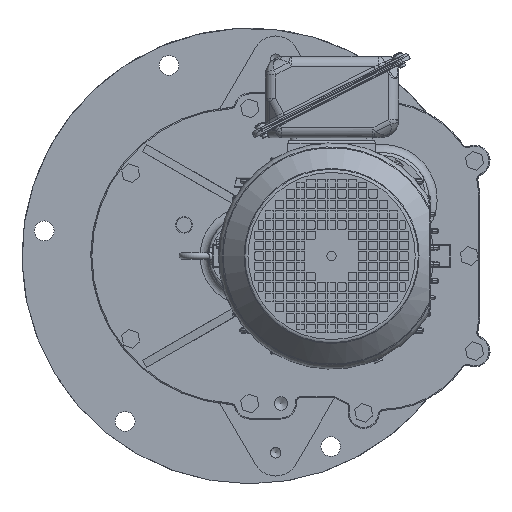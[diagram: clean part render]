
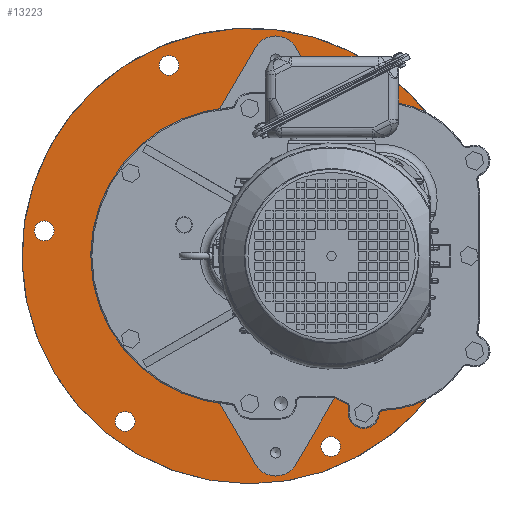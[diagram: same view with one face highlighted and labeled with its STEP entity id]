
A CAD part, left-side view. The second image highlights one B-rep face of the part: STEP entity #13223.
In plain terms, the highlighted planar face has unit normal (-1, 0, 0).
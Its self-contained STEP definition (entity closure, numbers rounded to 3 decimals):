
#834 = AXIS2_PLACEMENT_3D ( 'NONE', #125352, #71105, #49912 ) ;
#2518 = AXIS2_PLACEMENT_3D ( 'NONE', #13320, #79578, #2705 ) ;
#2705 = DIRECTION ( 'NONE',  ( 0., 0., 1. ) ) ;
#2972 = VERTEX_POINT ( 'NONE', #40482 ) ;
#3022 = CIRCLE ( 'NONE', #834, 9.5 ) ;
#3516 = ORIENTED_EDGE ( 'NONE', *, *, #130816, .F. ) ;
#4877 = CARTESIAN_POINT ( 'NONE',  ( -24., -127.93, 54.869 ) ) ;
#6036 = EDGE_LOOP ( 'NONE', ( #69851 ) ) ;
#6130 = ORIENTED_EDGE ( 'NONE', *, *, #102105, .T. ) ;
#7394 = EDGE_LOOP ( 'NONE', ( #3516, #110811, #6130, #55795, #130806, #39655, #45371, #69117 ) ) ;
#8375 = EDGE_CURVE ( 'NONE', #135266, #135266, #126762, .T. ) ;
#8867 = CIRCLE ( 'NONE', #26896, 9.5 ) ;
#8899 = EDGE_CURVE ( 'NONE', #38709, #38709, #3022, .T. ) ;
#9742 = AXIS2_PLACEMENT_3D ( 'NONE', #43833, #43114, #12081 ) ;
#9798 = FACE_BOUND ( 'NONE', #6036, .T. ) ;
#9915 = CARTESIAN_POINT ( 'NONE',  ( -24., 0., 139.5 ) ) ;
#10855 = DIRECTION ( 'NONE',  ( 0., 1., 0. ) ) ;
#11244 = ORIENTED_EDGE ( 'NONE', *, *, #100473, .F. ) ;
#11527 = ORIENTED_EDGE ( 'NONE', *, *, #8375, .F. ) ;
#11885 = CARTESIAN_POINT ( 'NONE',  ( -24., 0., 0. ) ) ;
#12081 = DIRECTION ( 'NONE',  ( 0., 0., 1. ) ) ;
#12200 = CIRCLE ( 'NONE', #83977, 9.5 ) ;
#12581 = FACE_BOUND ( 'NONE', #16024, .T. ) ;
#13223 = ADVANCED_FACE ( 'NONE', ( #33747, #108469, #95820, #9798, #129614, #12581, #106395 ), #65462, .T. ) ;
#13320 = CARTESIAN_POINT ( 'NONE',  ( -24., -78.146, -184.101 ) ) ;
#15820 = VERTEX_POINT ( 'NONE', #126206 ) ;
#16024 = EDGE_LOOP ( 'NONE', ( #38334 ) ) ;
#22169 = EDGE_CURVE ( 'NONE', #71881, #71881, #85888, .T. ) ;
#25776 = CIRCLE ( 'NONE', #79835, 139.5 ) ;
#25868 = VERTEX_POINT ( 'NONE', #138386 ) ;
#26896 = AXIS2_PLACEMENT_3D ( 'NONE', #64550, #85674, #118134 ) ;
#27240 = DIRECTION ( 'NONE',  ( -1., 0., 0. ) ) ;
#27469 = AXIS2_PLACEMENT_3D ( 'NONE', #71109, #36523, #47128 ) ;
#29367 = DIRECTION ( 'NONE',  ( 0., 0., 1. ) ) ;
#31385 = VECTOR ( 'NONE', #52938, 1000. ) ;
#32293 = ORIENTED_EDGE ( 'NONE', *, *, #8899, .F. ) ;
#33747 = FACE_OUTER_BOUND ( 'NONE', #7394, .T. ) ;
#35488 = DIRECTION ( 'NONE',  ( -1., 0., 0. ) ) ;
#36523 = DIRECTION ( 'NONE',  ( -1., 0., 0. ) ) ;
#38334 = ORIENTED_EDGE ( 'NONE', *, *, #91944, .F. ) ;
#38531 = CARTESIAN_POINT ( 'NONE',  ( -24., -43.509, -139.093 ) ) ;
#38709 = VERTEX_POINT ( 'NONE', #101469 ) ;
#39655 = ORIENTED_EDGE ( 'NONE', *, *, #109836, .T. ) ;
#40482 = CARTESIAN_POINT ( 'NONE',  ( -24., 10., -139.5 ) ) ;
#41306 = CARTESIAN_POINT ( 'NONE',  ( -24., 10., 139.5 ) ) ;
#42925 = DIRECTION ( 'NONE',  ( 0., 0., 1. ) ) ;
#43114 = DIRECTION ( 'NONE',  ( 1., 0., 0. ) ) ;
#43461 = EDGE_LOOP ( 'NONE', ( #11527 ) ) ;
#43833 = CARTESIAN_POINT ( 'NONE',  ( -24., -127.93, 54.869 ) ) ;
#44103 = VERTEX_POINT ( 'NONE', #55352 ) ;
#45371 = ORIENTED_EDGE ( 'NONE', *, *, #104043, .T. ) ;
#46911 = VERTEX_POINT ( 'NONE', #107385 ) ;
#47128 = DIRECTION ( 'NONE',  ( 0., 0., 1. ) ) ;
#49912 = DIRECTION ( 'NONE',  ( 0., 0., 1. ) ) ;
#52938 = DIRECTION ( 'NONE',  ( 0., -1., 0. ) ) ;
#55352 = CARTESIAN_POINT ( 'NONE',  ( -24., 120.363, -150.227 ) ) ;
#55795 = ORIENTED_EDGE ( 'NONE', *, *, #126243, .T. ) ;
#58319 = EDGE_CURVE ( 'NONE', #46911, #2972, #73005, .T. ) ;
#61103 = CARTESIAN_POINT ( 'NONE',  ( -24., 198.509, 33.874 ) ) ;
#62224 = EDGE_LOOP ( 'NONE', ( #129380 ) ) ;
#63019 = AXIS2_PLACEMENT_3D ( 'NONE', #4877, #78952, #90918 ) ;
#64550 = CARTESIAN_POINT ( 'NONE',  ( -24., -120.363, 159.727 ) ) ;
#65462 = PLANE ( 'NONE',  #79682 ) ;
#67343 = VERTEX_POINT ( 'NONE', #131479 ) ;
#69117 = ORIENTED_EDGE ( 'NONE', *, *, #85860, .T. ) ;
#69851 = ORIENTED_EDGE ( 'NONE', *, *, #107803, .F. ) ;
#70532 = AXIS2_PLACEMENT_3D ( 'NONE', #132045, #35488, #89751 ) ;
#70898 = EDGE_LOOP ( 'NONE', ( #32293 ) ) ;
#71105 = DIRECTION ( 'NONE',  ( -1., 0., 0. ) ) ;
#71109 = CARTESIAN_POINT ( 'NONE',  ( -24., 198.509, 24.374 ) ) ;
#71881 = VERTEX_POINT ( 'NONE', #114848 ) ;
#72068 = LINE ( 'NONE', #82642, #76184 ) ;
#73005 = LINE ( 'NONE', #83553, #111513 ) ;
#75204 = CIRCLE ( 'NONE', #111194, 220. ) ;
#76184 = VECTOR ( 'NONE', #83327, 1000. ) ;
#78952 = DIRECTION ( 'NONE',  ( 1., 0., 0. ) ) ;
#79578 = DIRECTION ( 'NONE',  ( -1., 0., 0. ) ) ;
#79682 = AXIS2_PLACEMENT_3D ( 'NONE', #11885, #116977, #42925 ) ;
#79835 = AXIS2_PLACEMENT_3D ( 'NONE', #113276, #135103, #29367 ) ;
#81072 = VERTEX_POINT ( 'NONE', #41306 ) ;
#82642 = CARTESIAN_POINT ( 'NONE',  ( -24., -173., -62. ) ) ;
#83327 = DIRECTION ( 'NONE',  ( 0., 0., -1. ) ) ;
#83553 = CARTESIAN_POINT ( 'NONE',  ( -24., 10., -139.5 ) ) ;
#83977 = AXIS2_PLACEMENT_3D ( 'NONE', #123824, #27240, #136475 ) ;
#85674 = DIRECTION ( 'NONE',  ( -1., 0., 0. ) ) ;
#85860 = EDGE_CURVE ( 'NONE', #115250, #114344, #117854, .T. ) ;
#85888 = CIRCLE ( 'NONE', #2518, 9.5 ) ;
#89325 = EDGE_CURVE ( 'NONE', #15820, #25868, #121563, .T. ) ;
#89751 = DIRECTION ( 'NONE',  ( 0., 0., 1. ) ) ;
#90077 = VECTOR ( 'NONE', #93532, 1000. ) ;
#90918 = DIRECTION ( 'NONE',  ( 0., 0., 1. ) ) ;
#91944 = EDGE_CURVE ( 'NONE', #116768, #116768, #101819, .T. ) ;
#93011 = CARTESIAN_POINT ( 'NONE',  ( -24., 78.146, 193.601 ) ) ;
#93532 = DIRECTION ( 'NONE',  ( 0., 0.864, -0.503 ) ) ;
#95820 = FACE_BOUND ( 'NONE', #70898, .T. ) ;
#100473 = EDGE_CURVE ( 'NONE', #67343, #67343, #8867, .T. ) ;
#101469 = CARTESIAN_POINT ( 'NONE',  ( -24., -198.509, -14.874 ) ) ;
#101819 = CIRCLE ( 'NONE', #27469, 9.5 ) ;
#101875 = DIRECTION ( 'NONE',  ( 1., 0., 0. ) ) ;
#102105 = EDGE_CURVE ( 'NONE', #25868, #124503, #72068, .T. ) ;
#102407 = CARTESIAN_POINT ( 'NONE',  ( -24., -103.815, 139.5 ) ) ;
#104043 = EDGE_CURVE ( 'NONE', #81072, #115250, #129721, .T. ) ;
#106395 = FACE_BOUND ( 'NONE', #130367, .T. ) ;
#107385 = CARTESIAN_POINT ( 'NONE',  ( -24., -42.809, -139.5 ) ) ;
#107803 = EDGE_CURVE ( 'NONE', #44103, #44103, #12200, .T. ) ;
#108469 = FACE_BOUND ( 'NONE', #62224, .T. ) ;
#109836 = EDGE_CURVE ( 'NONE', #2972, #81072, #25776, .T. ) ;
#110811 = ORIENTED_EDGE ( 'NONE', *, *, #89325, .T. ) ;
#111194 = AXIS2_PLACEMENT_3D ( 'NONE', #112458, #101875, #111759 ) ;
#111513 = VECTOR ( 'NONE', #10855, 1000. ) ;
#111759 = DIRECTION ( 'NONE',  ( 0., 0., -1. ) ) ;
#112458 = CARTESIAN_POINT ( 'NONE',  ( -24., 0., 0. ) ) ;
#113276 = CARTESIAN_POINT ( 'NONE',  ( -24., 10., 0. ) ) ;
#114344 = VERTEX_POINT ( 'NONE', #116633 ) ;
#114848 = CARTESIAN_POINT ( 'NONE',  ( -24., -78.146, -174.601 ) ) ;
#115250 = VERTEX_POINT ( 'NONE', #102407 ) ;
#116633 = CARTESIAN_POINT ( 'NONE',  ( -24., -180.987, 125.075 ) ) ;
#116768 = VERTEX_POINT ( 'NONE', #61103 ) ;
#116977 = DIRECTION ( 'NONE',  ( -1., 0., 0. ) ) ;
#117854 = CIRCLE ( 'NONE', #9742, 88. ) ;
#118134 = DIRECTION ( 'NONE',  ( 0., 0., 1. ) ) ;
#121563 = CIRCLE ( 'NONE', #63019, 88. ) ;
#123824 = CARTESIAN_POINT ( 'NONE',  ( -24., 120.363, -159.727 ) ) ;
#124503 = VERTEX_POINT ( 'NONE', #126469 ) ;
#125352 = CARTESIAN_POINT ( 'NONE',  ( -24., -198.509, -24.374 ) ) ;
#126206 = CARTESIAN_POINT ( 'NONE',  ( -24., -215.366, 44.918 ) ) ;
#126243 = EDGE_CURVE ( 'NONE', #124503, #46911, #135101, .T. ) ;
#126469 = CARTESIAN_POINT ( 'NONE',  ( -24., -173., -63.725 ) ) ;
#126762 = CIRCLE ( 'NONE', #70532, 9.5 ) ;
#129380 = ORIENTED_EDGE ( 'NONE', *, *, #22169, .F. ) ;
#129614 = FACE_BOUND ( 'NONE', #43461, .T. ) ;
#129721 = LINE ( 'NONE', #9915, #31385 ) ;
#130367 = EDGE_LOOP ( 'NONE', ( #11244 ) ) ;
#130806 = ORIENTED_EDGE ( 'NONE', *, *, #58319, .T. ) ;
#130816 = EDGE_CURVE ( 'NONE', #15820, #114344, #75204, .T. ) ;
#131479 = CARTESIAN_POINT ( 'NONE',  ( -24., -120.363, 169.227 ) ) ;
#132045 = CARTESIAN_POINT ( 'NONE',  ( -24., 78.146, 184.101 ) ) ;
#135101 = LINE ( 'NONE', #38531, #90077 ) ;
#135103 = DIRECTION ( 'NONE',  ( 1., 0., 0. ) ) ;
#135266 = VERTEX_POINT ( 'NONE', #93011 ) ;
#136475 = DIRECTION ( 'NONE',  ( 0., 0., 1. ) ) ;
#138386 = CARTESIAN_POINT ( 'NONE',  ( -24., -173., -20.714 ) ) ;
